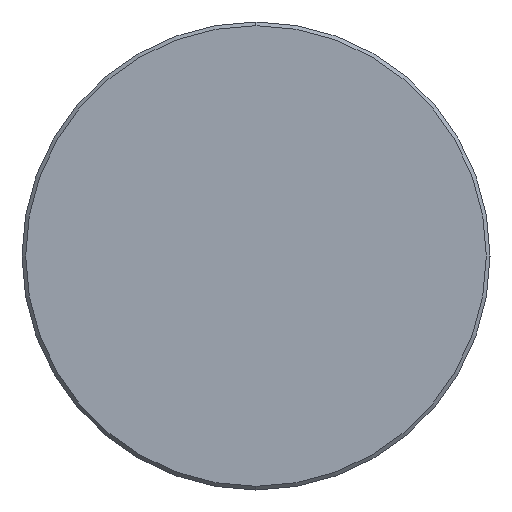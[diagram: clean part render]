
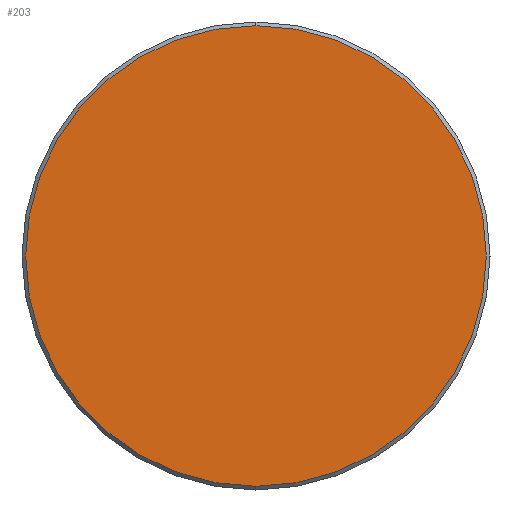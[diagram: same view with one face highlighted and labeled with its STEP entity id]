
A CAD part, left-side view. The second image highlights one B-rep face of the part: STEP entity #203.
In plain terms, the highlighted planar face has unit normal (-1, 0, 0).
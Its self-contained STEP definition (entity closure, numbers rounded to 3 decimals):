
#10 = DIRECTION ( 'NONE',  ( 1., 0., 0. ) ) ;
#20 = CIRCLE ( 'NONE', #684, 18.7 ) ;
#35 = DIRECTION ( 'NONE',  ( -1., 0., 0. ) ) ;
#143 = CARTESIAN_POINT ( 'NONE',  ( 0., 0., 0. ) ) ;
#149 = CARTESIAN_POINT ( 'NONE',  ( 0., 0., 18.7 ) ) ;
#182 = VERTEX_POINT ( 'NONE', #245 ) ;
#203 = ADVANCED_FACE ( 'NONE', ( #241 ), #336, .F. ) ;
#206 = CIRCLE ( 'NONE', #384, 18.7 ) ;
#241 = FACE_OUTER_BOUND ( 'NONE', #478, .T. ) ;
#245 = CARTESIAN_POINT ( 'NONE',  ( 0., 0., -18.7 ) ) ;
#283 = EDGE_CURVE ( 'NONE', #182, #576, #20, .T. ) ;
#336 = PLANE ( 'NONE',  #477 ) ;
#368 = DIRECTION ( 'NONE',  ( 0., 0., 1. ) ) ;
#384 = AXIS2_PLACEMENT_3D ( 'NONE', #483, #719, #488 ) ;
#477 = AXIS2_PLACEMENT_3D ( 'NONE', #143, #10, #518 ) ;
#478 = EDGE_LOOP ( 'NONE', ( #626, #633 ) ) ;
#483 = CARTESIAN_POINT ( 'NONE',  ( 0., 0., 0. ) ) ;
#488 = DIRECTION ( 'NONE',  ( 0., 0., 1. ) ) ;
#518 = DIRECTION ( 'NONE',  ( 0., 0., -1. ) ) ;
#576 = VERTEX_POINT ( 'NONE', #149 ) ;
#626 = ORIENTED_EDGE ( 'NONE', *, *, #283, .T. ) ;
#633 = ORIENTED_EDGE ( 'NONE', *, *, #705, .T. ) ;
#684 = AXIS2_PLACEMENT_3D ( 'NONE', #735, #35, #368 ) ;
#705 = EDGE_CURVE ( 'NONE', #576, #182, #206, .T. ) ;
#719 = DIRECTION ( 'NONE',  ( -1., 0., 0. ) ) ;
#735 = CARTESIAN_POINT ( 'NONE',  ( 0., 0., 0. ) ) ;
